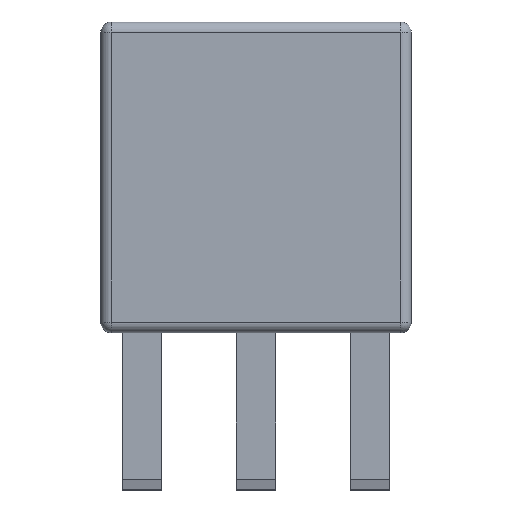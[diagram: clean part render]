
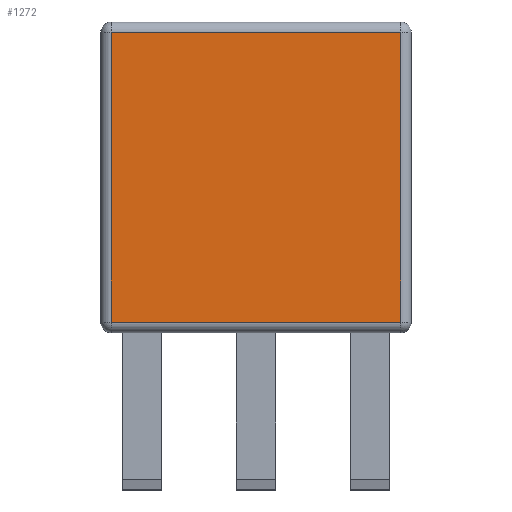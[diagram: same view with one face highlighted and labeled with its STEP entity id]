
A CAD part, top view. The second image highlights one B-rep face of the part: STEP entity #1272.
In plain terms, the highlighted planar face has unit normal (0, 0, 1).
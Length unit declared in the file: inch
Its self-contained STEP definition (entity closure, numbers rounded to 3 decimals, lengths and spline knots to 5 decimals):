
#767=DIRECTION('',(0.,1.,0.));
#768=VECTOR('',#767,0.81);
#769=CARTESIAN_POINT('',(0.405,0.03,0.076));
#770=LINE('',#769,#768);
#771=DIRECTION('',(1.,0.,0.));
#772=VECTOR('',#771,0.81);
#773=CARTESIAN_POINT('',(-0.405,0.03,0.076));
#774=LINE('',#773,#772);
#775=DIRECTION('',(0.,-1.,0.));
#776=VECTOR('',#775,0.81);
#777=CARTESIAN_POINT('',(-0.405,0.84,0.076));
#778=LINE('',#777,#776);
#779=DIRECTION('',(-1.,0.,0.));
#780=VECTOR('',#779,0.81);
#781=CARTESIAN_POINT('',(0.405,0.84,0.076));
#782=LINE('',#781,#780);
#1028=CARTESIAN_POINT('',(0.405,0.03,0.076));
#1029=CARTESIAN_POINT('',(0.405,0.84,0.076));
#1030=VERTEX_POINT('',#1028);
#1031=VERTEX_POINT('',#1029);
#1036=CARTESIAN_POINT('',(-0.405,0.84,0.076));
#1037=VERTEX_POINT('',#1036);
#1054=CARTESIAN_POINT('',(-0.405,0.03,0.076));
#1055=VERTEX_POINT('',#1054);
#1258=CARTESIAN_POINT('',(0.,0.,0.076));
#1259=DIRECTION('',(0.,0.,1.));
#1260=DIRECTION('',(1.,0.,0.));
#1261=AXIS2_PLACEMENT_3D('',#1258,#1259,#1260);
#1262=PLANE('',#1261);
#1264=ORIENTED_EDGE('',*,*,#1263,.F.);
#1266=ORIENTED_EDGE('',*,*,#1265,.F.);
#1267=ORIENTED_EDGE('',*,*,#1248,.F.);
#1269=ORIENTED_EDGE('',*,*,#1268,.F.);
#1270=EDGE_LOOP('',(#1264,#1266,#1267,#1269));
#1271=FACE_OUTER_BOUND('',#1270,.F.);
#1272=ADVANCED_FACE('',(#1271),#1262,.T.);
#1248=EDGE_CURVE('',#1037,#1055,#778,.T.);
#1263=EDGE_CURVE('',#1030,#1031,#770,.T.);
#1265=EDGE_CURVE('',#1055,#1030,#774,.T.);
#1268=EDGE_CURVE('',#1031,#1037,#782,.T.);
